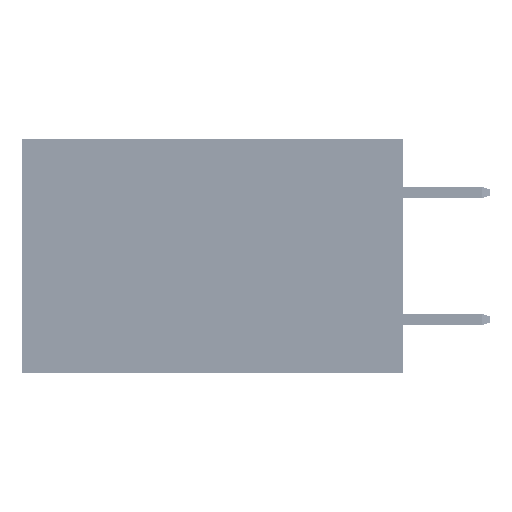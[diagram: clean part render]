
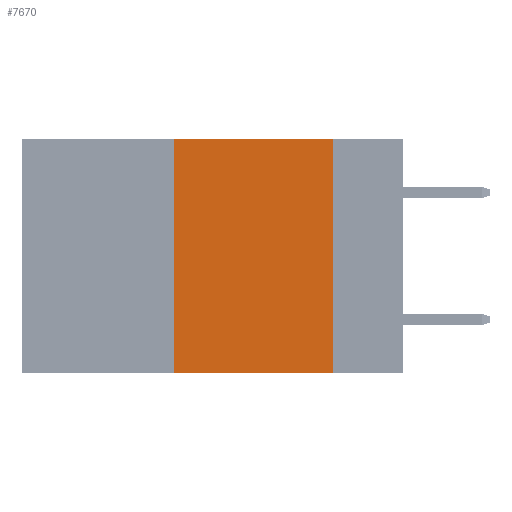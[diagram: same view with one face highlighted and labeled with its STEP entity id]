
A CAD part, left-side view. The second image highlights one B-rep face of the part: STEP entity #7670.
In plain terms, the highlighted planar face has unit normal (-1, 0, 0).
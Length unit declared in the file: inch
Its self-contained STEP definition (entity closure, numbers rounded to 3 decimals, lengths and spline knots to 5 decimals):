
#1334 = VERTEX_POINT ( 'NONE', #5343 ) ;
#3563 = EDGE_LOOP ( 'NONE', ( #18769, #31163, #7954, #7112 ) ) ;
#4643 = EDGE_CURVE ( 'NONE', #1334, #23307, #6378, .T. ) ;
#5343 = CARTESIAN_POINT ( 'NONE',  ( 0., 0.36, -0.37 ) ) ;
#6022 = LINE ( 'NONE', #47014, #51489 ) ;
#6378 = LINE ( 'NONE', #22440, #43621 ) ;
#7112 = ORIENTED_EDGE ( 'NONE', *, *, #4643, .T. ) ;
#7670 = ADVANCED_FACE ( 'NONE', ( #50522 ), #11107, .F. ) ;
#7954 = ORIENTED_EDGE ( 'NONE', *, *, #30101, .F. ) ;
#10942 = EDGE_CURVE ( 'NONE', #16830, #14827, #51096, .T. ) ;
#11028 = DIRECTION ( 'NONE',  ( 0., 0., -1. ) ) ;
#11107 = PLANE ( 'NONE',  #47092 ) ;
#14827 = VERTEX_POINT ( 'NONE', #31757 ) ;
#16624 = CARTESIAN_POINT ( 'NONE',  ( 0., 0.11, -0.37 ) ) ;
#16830 = VERTEX_POINT ( 'NONE', #43364 ) ;
#18769 = ORIENTED_EDGE ( 'NONE', *, *, #25654, .F. ) ;
#22440 = CARTESIAN_POINT ( 'NONE',  ( 0., 0.6, -0.37 ) ) ;
#23307 = VERTEX_POINT ( 'NONE', #16624 ) ;
#24139 = VECTOR ( 'NONE', #46861, 39.37008 ) ;
#25375 = DIRECTION ( 'NONE',  ( 0., 0., 1. ) ) ;
#25654 = EDGE_CURVE ( 'NONE', #14827, #23307, #6022, .T. ) ;
#26161 = CARTESIAN_POINT ( 'NONE',  ( 0., 0.36, 0. ) ) ;
#30101 = EDGE_CURVE ( 'NONE', #1334, #16830, #49028, .T. ) ;
#31163 = ORIENTED_EDGE ( 'NONE', *, *, #10942, .F. ) ;
#31757 = CARTESIAN_POINT ( 'NONE',  ( 0., 0.11, 0. ) ) ;
#34764 = DIRECTION ( 'NONE',  ( 1., 0., 0. ) ) ;
#38483 = DIRECTION ( 'NONE',  ( 0., -1., 0. ) ) ;
#43157 = DIRECTION ( 'NONE',  ( 0., 0., -1. ) ) ;
#43364 = CARTESIAN_POINT ( 'NONE',  ( 0., 0.36, 0. ) ) ;
#43621 = VECTOR ( 'NONE', #38483, 39.37008 ) ;
#43957 = CARTESIAN_POINT ( 'NONE',  ( 0., 0.6, 0. ) ) ;
#44277 = VECTOR ( 'NONE', #25375, 39.37008 ) ;
#46861 = DIRECTION ( 'NONE',  ( 0., -1., 0. ) ) ;
#47014 = CARTESIAN_POINT ( 'NONE',  ( 0., 0.11, 0. ) ) ;
#47092 = AXIS2_PLACEMENT_3D ( 'NONE', #51073, #34764, #43157 ) ;
#49028 = LINE ( 'NONE', #26161, #44277 ) ;
#50522 = FACE_OUTER_BOUND ( 'NONE', #3563, .T. ) ;
#51073 = CARTESIAN_POINT ( 'NONE',  ( 0., 0.6, 0. ) ) ;
#51096 = LINE ( 'NONE', #43957, #24139 ) ;
#51489 = VECTOR ( 'NONE', #11028, 39.37008 ) ;
